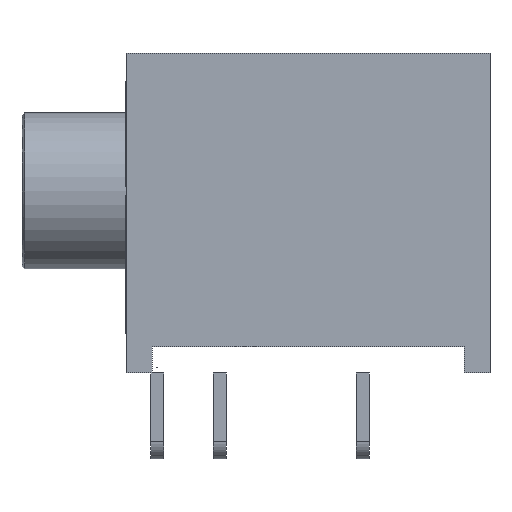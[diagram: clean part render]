
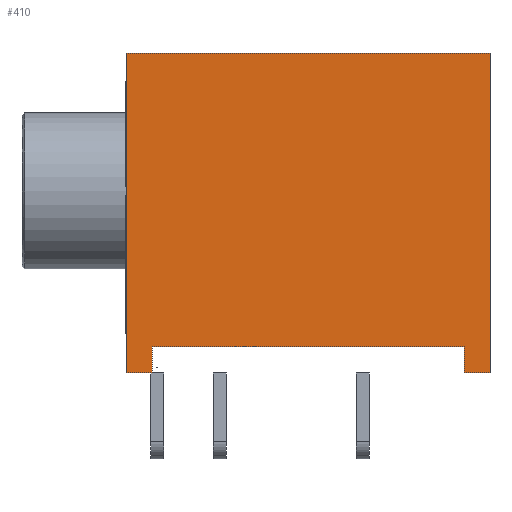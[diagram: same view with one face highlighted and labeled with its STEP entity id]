
A CAD part, left-side view. The second image highlights one B-rep face of the part: STEP entity #410.
In plain terms, the highlighted planar face has unit normal (-1, 0, 0).
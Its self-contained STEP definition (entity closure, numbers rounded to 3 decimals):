
#239 = VERTEX_POINT('',#240);
#240 = CARTESIAN_POINT('',(-4.,1.2,12.31));
#246 = EDGE_CURVE('',#247,#239,#249,.T.);
#247 = VERTEX_POINT('',#248);
#248 = CARTESIAN_POINT('',(-4.,1.2,0.01));
#249 = LINE('',#250,#251);
#250 = CARTESIAN_POINT('',(-4.,1.2,0.01));
#251 = VECTOR('',#252,1.);
#252 = DIRECTION('',(0.,0.,1.));
#344 = EDGE_CURVE('',#247,#345,#347,.T.);
#345 = VERTEX_POINT('',#346);
#346 = CARTESIAN_POINT('',(-4.,0.2,0.01));
#347 = LINE('',#348,#349);
#348 = CARTESIAN_POINT('',(-4.,1.2,0.01));
#349 = VECTOR('',#350,1.);
#350 = DIRECTION('',(0.,-1.,0.));
#391 = EDGE_CURVE('',#239,#392,#394,.T.);
#392 = VERTEX_POINT('',#393);
#393 = CARTESIAN_POINT('',(-4.,-12.8,12.31));
#394 = LINE('',#395,#396);
#395 = CARTESIAN_POINT('',(-4.,1.2,12.31));
#396 = VECTOR('',#397,1.);
#397 = DIRECTION('',(0.,-1.,0.));
#410 = ADVANCED_FACE('',(#411),#454,.F.);
#411 = FACE_BOUND('',#412,.F.);
#412 = EDGE_LOOP('',(#413,#414,#415,#416,#424,#432,#440,#448));
#413 = ORIENTED_EDGE('',*,*,#344,.F.);
#414 = ORIENTED_EDGE('',*,*,#246,.T.);
#415 = ORIENTED_EDGE('',*,*,#391,.T.);
#416 = ORIENTED_EDGE('',*,*,#417,.F.);
#417 = EDGE_CURVE('',#418,#392,#420,.T.);
#418 = VERTEX_POINT('',#419);
#419 = CARTESIAN_POINT('',(-4.,-12.8,0.01));
#420 = LINE('',#421,#422);
#421 = CARTESIAN_POINT('',(-4.,-12.8,0.01));
#422 = VECTOR('',#423,1.);
#423 = DIRECTION('',(0.,0.,1.));
#424 = ORIENTED_EDGE('',*,*,#425,.F.);
#425 = EDGE_CURVE('',#426,#418,#428,.T.);
#426 = VERTEX_POINT('',#427);
#427 = CARTESIAN_POINT('',(-4.,-11.8,0.01));
#428 = LINE('',#429,#430);
#429 = CARTESIAN_POINT('',(-4.,1.2,0.01));
#430 = VECTOR('',#431,1.);
#431 = DIRECTION('',(0.,-1.,0.));
#432 = ORIENTED_EDGE('',*,*,#433,.T.);
#433 = EDGE_CURVE('',#426,#434,#436,.T.);
#434 = VERTEX_POINT('',#435);
#435 = CARTESIAN_POINT('',(-4.,-11.8,1.01));
#436 = LINE('',#437,#438);
#437 = CARTESIAN_POINT('',(-4.,-11.8,0.01));
#438 = VECTOR('',#439,1.);
#439 = DIRECTION('',(0.,0.,1.));
#440 = ORIENTED_EDGE('',*,*,#441,.F.);
#441 = EDGE_CURVE('',#442,#434,#444,.T.);
#442 = VERTEX_POINT('',#443);
#443 = CARTESIAN_POINT('',(-4.,0.2,1.01));
#444 = LINE('',#445,#446);
#445 = CARTESIAN_POINT('',(-4.,0.2,1.01));
#446 = VECTOR('',#447,1.);
#447 = DIRECTION('',(0.,-1.,0.));
#448 = ORIENTED_EDGE('',*,*,#449,.F.);
#449 = EDGE_CURVE('',#345,#442,#450,.T.);
#450 = LINE('',#451,#452);
#451 = CARTESIAN_POINT('',(-4.,0.2,0.01));
#452 = VECTOR('',#453,1.);
#453 = DIRECTION('',(0.,0.,1.));
#454 = PLANE('',#455);
#455 = AXIS2_PLACEMENT_3D('',#456,#457,#458);
#456 = CARTESIAN_POINT('',(-4.,1.2,0.01));
#457 = DIRECTION('',(1.,0.,0.));
#458 = DIRECTION('',(0.,-1.,0.));
